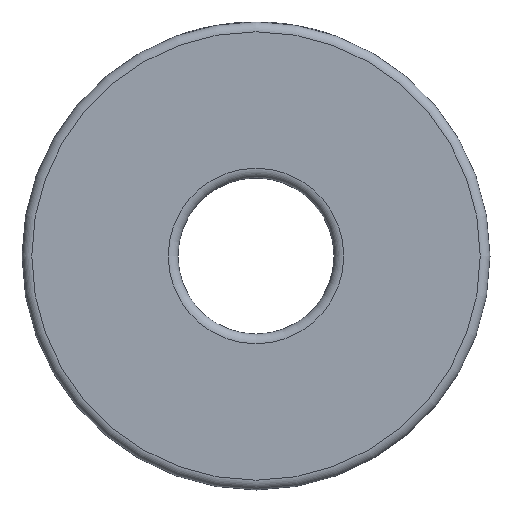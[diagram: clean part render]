
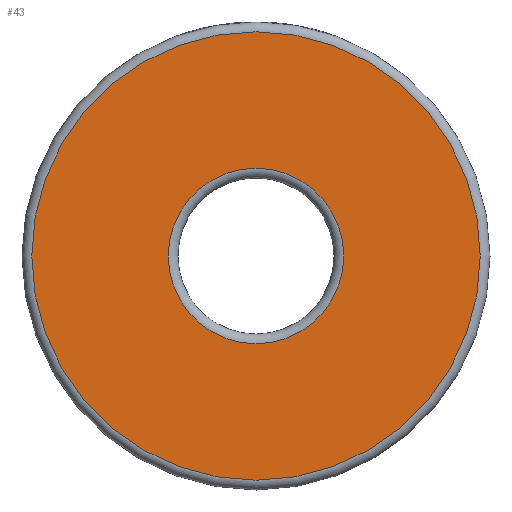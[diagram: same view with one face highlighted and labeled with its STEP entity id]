
A CAD part, front view. The second image highlights one B-rep face of the part: STEP entity #43.
In plain terms, the highlighted planar face has unit normal (0, -1, 0).
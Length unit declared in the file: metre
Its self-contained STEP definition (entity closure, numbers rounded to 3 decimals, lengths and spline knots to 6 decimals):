
#43 = ADVANCED_FACE( '', ( #88, #89 ), #90, .T. );
#88 = FACE_BOUND( '', #736, .T. );
#89 = FACE_OUTER_BOUND( '', #737, .T. );
#90 = PLANE( '', #738 );
#736 = EDGE_LOOP( '', ( #783 ) );
#737 = EDGE_LOOP( '', ( #784 ) );
#738 = AXIS2_PLACEMENT_3D( '', #785, #786, #787 );
#783 = ORIENTED_EDGE( '', *, *, #1219, .T. );
#784 = ORIENTED_EDGE( '', *, *, #1220, .T. );
#785 = CARTESIAN_POINT( '', ( 0., -0.0078, 0. ) );
#786 = DIRECTION( '', ( 0., -1., 0. ) );
#787 = DIRECTION( '', ( 1., 0., 0. ) );
#1219 = EDGE_CURVE( '', #1244, #1244, #1245, .F. );
#1220 = EDGE_CURVE( '', #1246, #1246, #1247, .T. );
#1244 = VERTEX_POINT( '', #1604 );
#1245 = CIRCLE( '', #1605, 0.00225 );
#1246 = VERTEX_POINT( '', #1606 );
#1247 = CIRCLE( '', #1607, 0.00575 );
#1604 = CARTESIAN_POINT( '', ( 0., -0.0078, -0.00225 ) );
#1605 = AXIS2_PLACEMENT_3D( '', #1678, #1679, #1680 );
#1606 = CARTESIAN_POINT( '', ( 0., -0.0078, -0.00575 ) );
#1607 = AXIS2_PLACEMENT_3D( '', #1681, #1682, #1683 );
#1678 = CARTESIAN_POINT( '', ( 0., -0.0078, 0. ) );
#1679 = DIRECTION( '', ( 0., -1., 0. ) );
#1680 = DIRECTION( '', ( 0., 0., -1. ) );
#1681 = CARTESIAN_POINT( '', ( 0., -0.0078, 0. ) );
#1682 = DIRECTION( '', ( 0., -1., 0. ) );
#1683 = DIRECTION( '', ( 0., 0., -1. ) );
